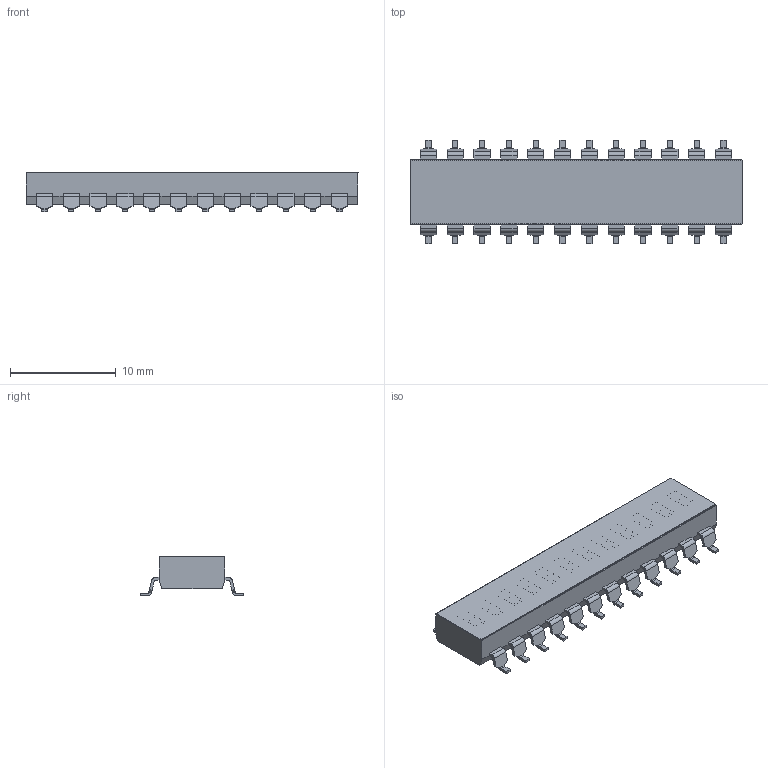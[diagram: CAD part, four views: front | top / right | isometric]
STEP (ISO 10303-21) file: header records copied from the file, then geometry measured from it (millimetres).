
FILE_DESCRIPTION(/* description */ (''),/* implementation_level */ '2;1');
FILE_NAME(/* name */ 'KAE12TGGx.stp',/* time_stamp */ '2025-05-21T10:13:10-05:00',/* author */ ('mroman'),/* organization */ (''),/* preprocessor_version */ 'ST-DEVELOPER v18.1',/* originating_system */ 'Autodesk Inventor 2022',/* authorisation */ '');
FILE_SCHEMA (('AUTOMOTIVE_DESIGN { 1 0 10303 214 3 1 1 }'));
Length unit declared in the file: centimetre
Products named in the file (1): KAE12TGGx
Bounding box: 31.44 x 9.8 x 3.78 mm (x, y, z)
Volume: 607.1 mm3; surface area: 873.6 mm2
Topology: 1 solids, 13 shells, 604 faces, 1598 edges, 1008 vertices
Faces by surface type: plane 508, cylinder 96
Entity records: 18317 total; most frequent: CARTESIAN_POINT 3211, ORIENTED_EDGE 3196, DIRECTION 3000, EDGE_CURVE 1598, LINE 1406, VECTOR 1406, VERTEX_POINT 1008, AXIS2_PLACEMENT_3D 797
